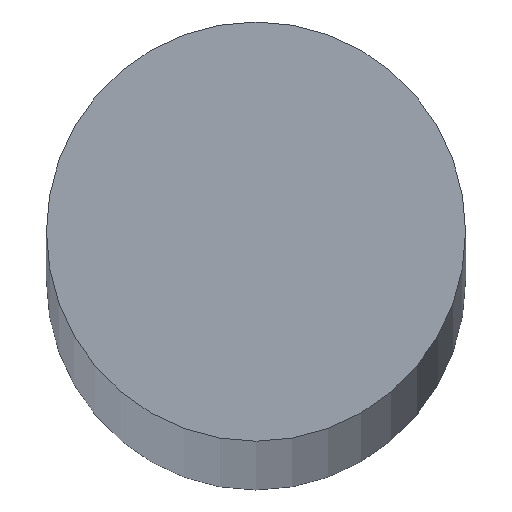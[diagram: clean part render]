
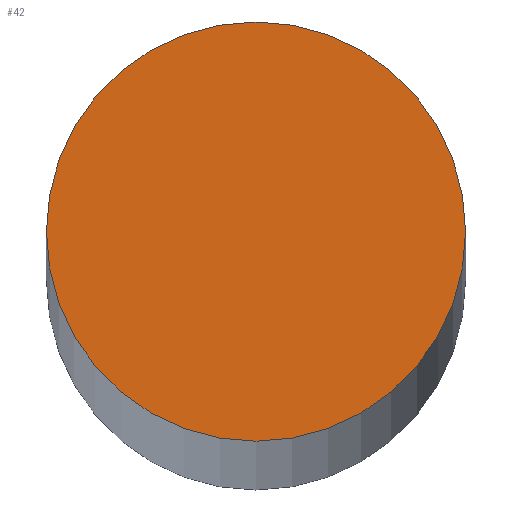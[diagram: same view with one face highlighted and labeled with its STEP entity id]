
A CAD part, top view. The second image highlights one B-rep face of the part: STEP entity #42.
In plain terms, the highlighted planar face has unit normal (0, 0, 1).
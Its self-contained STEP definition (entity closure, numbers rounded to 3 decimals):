
#8 = EDGE_CURVE ( 'NONE', #83, #131, #61, .T. ) ;
#15 = DIRECTION ( 'NONE',  ( 1., 0., 0. ) ) ;
#19 = CARTESIAN_POINT ( 'NONE',  ( -15., 0., 2000. ) ) ;
#23 = ORIENTED_EDGE ( 'NONE', *, *, #8, .T. ) ;
#26 = PLANE ( 'NONE',  #138 ) ;
#33 = EDGE_CURVE ( 'NONE', #131, #83, #41, .T. ) ;
#35 = DIRECTION ( 'NONE',  ( 0., 0., 1. ) ) ;
#41 = CIRCLE ( 'NONE', #74, 15. ) ;
#42 = ADVANCED_FACE ( 'NONE', ( #125 ), #26, .T. ) ;
#44 = DIRECTION ( 'NONE',  ( 1., 0., 0. ) ) ;
#56 = EDGE_LOOP ( 'NONE', ( #23, #69 ) ) ;
#61 = CIRCLE ( 'NONE', #79, 15. ) ;
#69 = ORIENTED_EDGE ( 'NONE', *, *, #33, .T. ) ;
#71 = CARTESIAN_POINT ( 'NONE',  ( 15., 0., 2000. ) ) ;
#73 = DIRECTION ( 'NONE',  ( 1., 0., 0. ) ) ;
#74 = AXIS2_PLACEMENT_3D ( 'NONE', #124, #86, #44 ) ;
#79 = AXIS2_PLACEMENT_3D ( 'NONE', #94, #35, #73 ) ;
#83 = VERTEX_POINT ( 'NONE', #19 ) ;
#86 = DIRECTION ( 'NONE',  ( 0., 0., 1. ) ) ;
#89 = CARTESIAN_POINT ( 'NONE',  ( 0., 0., 2000. ) ) ;
#94 = CARTESIAN_POINT ( 'NONE',  ( 0., 0., 2000. ) ) ;
#107 = DIRECTION ( 'NONE',  ( 0., 0., 1. ) ) ;
#124 = CARTESIAN_POINT ( 'NONE',  ( 0., 0., 2000. ) ) ;
#125 = FACE_OUTER_BOUND ( 'NONE', #56, .T. ) ;
#131 = VERTEX_POINT ( 'NONE', #71 ) ;
#138 = AXIS2_PLACEMENT_3D ( 'NONE', #89, #107, #15 ) ;
